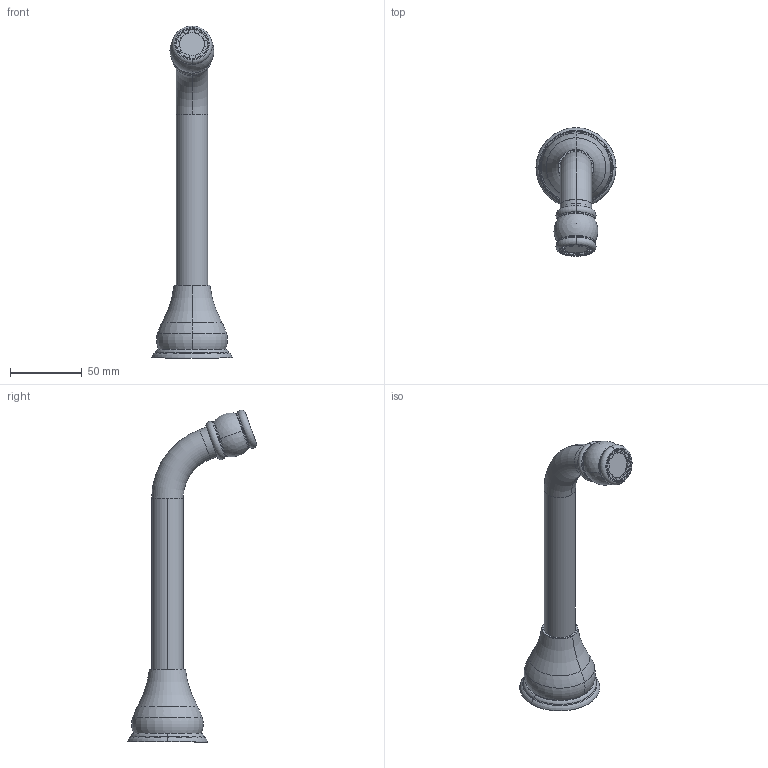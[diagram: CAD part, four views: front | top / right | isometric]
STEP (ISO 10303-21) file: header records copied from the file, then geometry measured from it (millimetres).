
FILE_DESCRIPTION (( 'STEP AP203' ), '1' );
FILE_NAME ('MV1060ACH.STEP', '2020-02-27T00:39:23', ( 'Windows 蚚誧' ), ( '' ), 'SwSTEP 2.0', 'SolidWorks 2019', '' );
FILE_SCHEMA (( 'CONFIG_CONTROL_DESIGN' ));
Length unit declared in the file: millimetre
Products named in the file (11): 22x220堤阨奪爾諉奪; M16X1 22奪爾諉簽; MV邧參醱髓笘欶釱; 22x220堤阨奪ㄗ爾諉ㄘ; MV堤阨諳ㄗ郪ㄘ; 臟賙M21.5X1堤阨厙; M16x1 22奪爾諉芛; 入墙浴缸管座组; MV1060ACH; MVХ宒唌詰奪釱; MV堤阨諳
Assembly tree (10 placements, depth 3):
  MV1060ACH
    22x220堤阨奪ㄗ爾諉ㄘ
      22x220堤阨奪爾諉奪
      M16X1 22奪爾諉簽
      M16x1 22奪爾諉芛
    MV堤阨諳ㄗ郪ㄘ
      MV堤阨諳
      臟賙M21.5X1堤阨厙
    入墙浴缸管座组
      MVХ宒唌詰奪釱
      MV邧參醱髓笘欶釱
Bounding box: 55.98 x 90.34 x 232.19 mm (x, y, z)
Volume: 55743.8 mm3; surface area: 55351.1 mm2
Topology: 8 solids, 8 shells, 350 faces, 894 edges, 578 vertices
Faces by surface type: cylinder 165, plane 73, cone 45, torus 38, bspline 27, sphere 2
Entity records: 23555 total; most frequent: CARTESIAN_POINT 14612, ORIENTED_EDGE 1774, DIRECTION 1541, EDGE_CURVE 887, AXIS2_PLACEMENT_3D 635, VERTEX_POINT 575, EDGE_LOOP 386, ADVANCED_FACE 350
